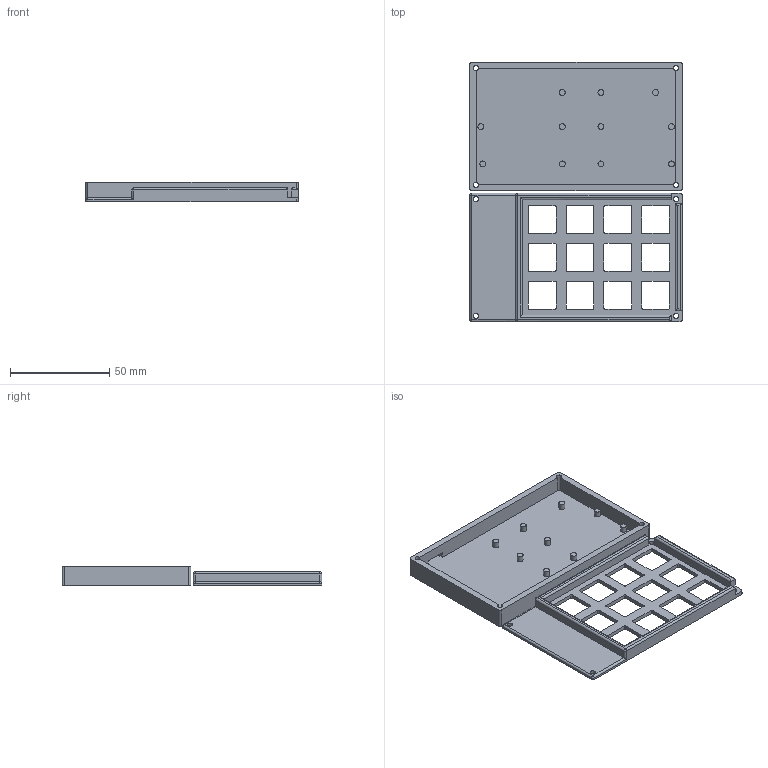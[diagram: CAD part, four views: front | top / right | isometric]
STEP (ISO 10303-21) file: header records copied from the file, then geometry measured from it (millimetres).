
FILE_DESCRIPTION(/* description */ (''),/* implementation_level */ '2;1');
FILE_NAME(/* name */ 'critpad_case.step',/* time_stamp */ '2024-10-12T08:47:08-05:00',/* author */ (''),/* organization */ (''),/* preprocessor_version */ 'ST-DEVELOPER v20',/* originating_system */ 'Autodesk Translation Framework v13.20.0.188',/* authorisation */ '');
FILE_SCHEMA (('AUTOMOTIVE_DESIGN { 1 0 10303 214 3 1 1 }'));
Length unit declared in the file: millimetre
Products named in the file (3): Case; Component1; Component3
Assembly tree (2 placements, depth 3):
  Case
    Component1
      Component3
Bounding box: 106.9 x 130.83 x 10 mm (x, y, z)
Volume: 35855.2 mm3; surface area: 33979.4 mm2
Topology: 2 solids, 2 shells, 186 faces, 503 edges, 328 vertices
Faces by surface type: cylinder 91, plane 91, sphere 4
Full cylindrical faces by diameter (mm): 2.6 x8, 2.997 x1, 3 x10
Entity records: 6016 total; most frequent: DIRECTION 1065, CARTESIAN_POINT 1022, ORIENTED_EDGE 1006, EDGE_CURVE 503, AXIS2_PLACEMENT_3D 371, VERTEX_POINT 328, LINE 323, VECTOR 323
